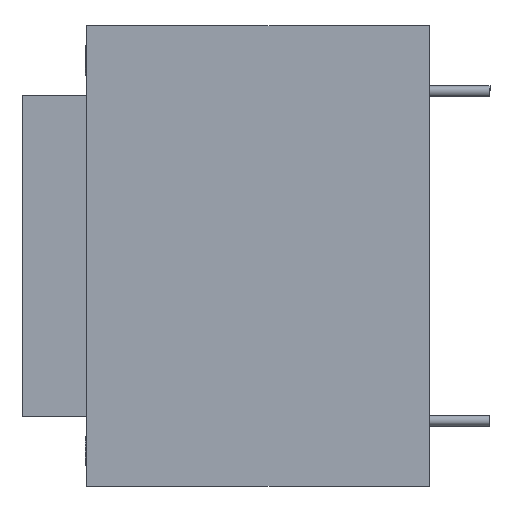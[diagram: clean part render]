
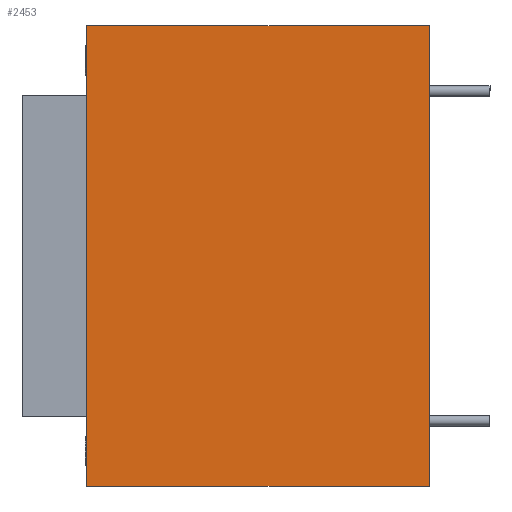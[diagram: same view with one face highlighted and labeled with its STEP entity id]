
A CAD part, left-side view. The second image highlights one B-rep face of the part: STEP entity #2453.
In plain terms, the highlighted planar face has unit normal (-1, 0, 0).
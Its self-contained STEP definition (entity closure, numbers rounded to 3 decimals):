
#15 = CARTESIAN_POINT ( 'NONE',  ( -20.45, -15.95, -8.725 ) ) ;
#372 = LINE ( 'NONE', #15, #4988 ) ;
#498 = EDGE_CURVE ( 'Defeature ausgef�hrt2_152+Defeature ausgef�hrt2_153+Defeature ausgef�hrt2_149+Defeature ausgef�hrt2_154', #1289, #1863, #372, .T. ) ;
#554 = ORIENTED_EDGE ( 'NONE', *, *, #498, .F. ) ;
#693 = EDGE_CURVE ( 'Defeature ausgef�hrt2_149+Defeature ausgef�hrt2_153+Defeature ausgef�hrt2_150+Defeature ausgef�hrt2_152', #6082, #1289, #4420, .T. ) ;
#778 = CARTESIAN_POINT ( 'NONE',  ( -20.45, 10.05, 17.45 ) ) ;
#790 = EDGE_CURVE ( 'Defeature ausgef�hrt2_150+Defeature ausgef�hrt2_153+Defeature ausgef�hrt2_154+Defeature ausgef�hrt2_149', #2868, #6082, #6264, .T. ) ;
#1142 = AXIS2_PLACEMENT_3D ( 'NONE', #2610, #4592, #5500 ) ;
#1186 = ORIENTED_EDGE ( 'NONE', *, *, #790, .F. ) ;
#1203 = ORIENTED_EDGE ( 'NONE', *, *, #693, .F. ) ;
#1289 = VERTEX_POINT ( 'NONE', #2502 ) ;
#1314 = DIRECTION ( 'NONE',  ( 0., 0., 1. ) ) ;
#1345 = CARTESIAN_POINT ( 'NONE',  ( -20.45, 10.05, -8.725 ) ) ;
#1419 = DIRECTION ( 'NONE',  ( 0., 0., -1. ) ) ;
#1603 = DIRECTION ( 'NONE',  ( 0., 1., 0. ) ) ;
#1759 = VECTOR ( 'NONE', #1603, 1000. ) ;
#1863 = VERTEX_POINT ( 'NONE', #1958 ) ;
#1958 = CARTESIAN_POINT ( 'NONE',  ( -20.45, -15.95, -17.45 ) ) ;
#2049 = PLANE ( 'NONE',  #1142 ) ;
#2453 = ADVANCED_FACE ( 'Defeature ausgef�hrt2_153', ( #4621 ), #2049, .F. ) ;
#2502 = CARTESIAN_POINT ( 'NONE',  ( -20.45, -15.95, 17.45 ) ) ;
#2610 = CARTESIAN_POINT ( 'NONE',  ( -20.45, -15.95, -8.725 ) ) ;
#2733 = CARTESIAN_POINT ( 'NONE',  ( -20.45, 10.05, -17.45 ) ) ;
#2868 = VERTEX_POINT ( 'NONE', #2733 ) ;
#3059 = CARTESIAN_POINT ( 'NONE',  ( -20.45, -15.95, -17.45 ) ) ;
#3749 = VECTOR ( 'NONE', #4361, 1000. ) ;
#4361 = DIRECTION ( 'NONE',  ( 0., -1., 0. ) ) ;
#4420 = LINE ( 'NONE', #5436, #3749 ) ;
#4489 = EDGE_LOOP ( 'NONE', ( #4590, #554, #1203, #1186 ) ) ;
#4590 = ORIENTED_EDGE ( 'NONE', *, *, #5816, .F. ) ;
#4592 = DIRECTION ( 'NONE',  ( 1., 0., 0. ) ) ;
#4621 = FACE_OUTER_BOUND ( 'NONE', #4489, .T. ) ;
#4988 = VECTOR ( 'NONE', #1419, 1000. ) ;
#5415 = VECTOR ( 'NONE', #1314, 1000. ) ;
#5436 = CARTESIAN_POINT ( 'NONE',  ( -20.45, -15.95, 17.45 ) ) ;
#5500 = DIRECTION ( 'NONE',  ( 0., 0., -1. ) ) ;
#5816 = EDGE_CURVE ( 'Defeature ausgef�hrt2_154+Defeature ausgef�hrt2_153+Defeature ausgef�hrt2_152+Defeature ausgef�hrt2_150', #1863, #2868, #6056, .T. ) ;
#6056 = LINE ( 'NONE', #3059, #1759 ) ;
#6082 = VERTEX_POINT ( 'NONE', #778 ) ;
#6264 = LINE ( 'NONE', #1345, #5415 ) ;
